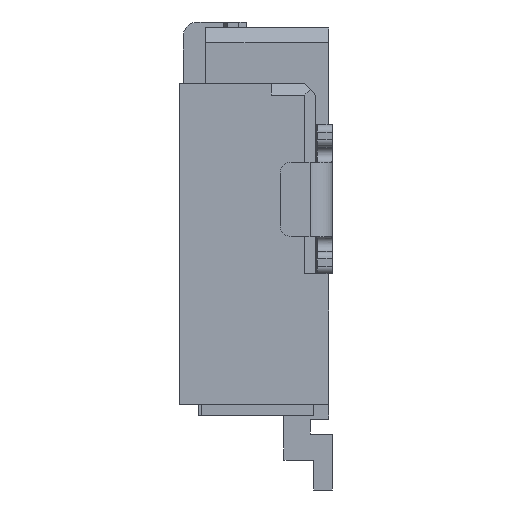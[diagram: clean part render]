
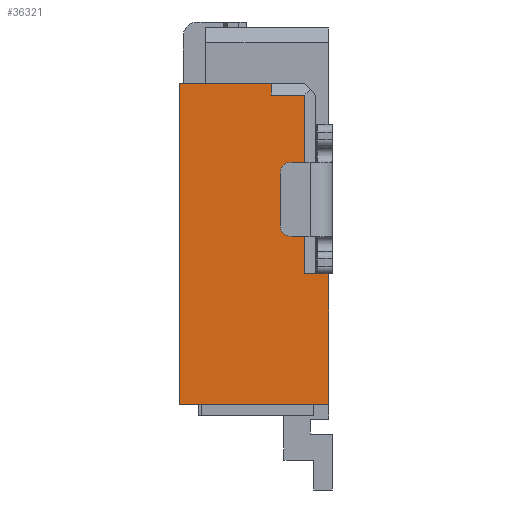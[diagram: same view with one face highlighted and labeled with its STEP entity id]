
A CAD part, left-side view. The second image highlights one B-rep face of the part: STEP entity #36321.
In plain terms, the highlighted planar face has unit normal (-1, 0, 0).
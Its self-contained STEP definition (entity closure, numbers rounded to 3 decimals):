
#4=DIRECTION('',(0.,-1.,0.));
#5=VECTOR('',#4,0.15);
#6=CARTESIAN_POINT('',(-14.15,-0.552,-3.38));
#7=LINE('',#6,#5);
#12=DIRECTION('',(0.,0.,-1.));
#13=VECTOR('',#12,1.75);
#14=CARTESIAN_POINT('',(-14.15,-0.702,-3.38));
#15=LINE('',#14,#13);
#19=DIRECTION('',(0.,1.,0.));
#20=VECTOR('',#19,2.);
#21=CARTESIAN_POINT('',(-14.15,-0.702,-5.13));
#22=LINE('',#21,#20);
#26=DIRECTION('',(0.,0.,1.));
#27=VECTOR('',#26,4.3);
#28=CARTESIAN_POINT('',(-14.15,1.298,-5.13));
#29=LINE('',#28,#27);
#33=DIRECTION('',(0.,-1.,0.));
#34=VECTOR('',#33,1.23);
#35=CARTESIAN_POINT('',(-14.15,1.298,-0.83));
#36=LINE('',#35,#34);
#40=DIRECTION('',(0.,0.,1.));
#41=VECTOR('',#40,0.15);
#42=CARTESIAN_POINT('',(-14.15,0.068,-0.98));
#43=LINE('',#42,#41);
#47=DIRECTION('',(0.,1.,0.));
#48=VECTOR('',#47,0.45);
#49=CARTESIAN_POINT('',(-14.15,-0.382,-0.98));
#50=LINE('',#49,#48);
#54=DIRECTION('',(0.,0.,1.));
#55=VECTOR('',#54,2.4);
#56=CARTESIAN_POINT('',(-14.15,-0.382,-3.38));
#57=LINE('',#56,#55);
#61=DIRECTION('',(0.,-1.,0.));
#62=VECTOR('',#61,0.17);
#63=CARTESIAN_POINT('',(-14.15,-0.382,-3.38));
#64=LINE('',#63,#62);
#30610=CARTESIAN_POINT('',(-14.15,-0.702,-5.13));
#30611=CARTESIAN_POINT('',(-14.15,1.298,-5.13));
#30612=VERTEX_POINT('',#30610);
#30613=VERTEX_POINT('',#30611);
#30614=CARTESIAN_POINT('',(-14.15,1.298,-0.83));
#30615=VERTEX_POINT('',#30614);
#30710=CARTESIAN_POINT('',(-14.15,-0.382,-3.38));
#30711=VERTEX_POINT('',#30710);
#30782=CARTESIAN_POINT('',(-14.15,0.068,-0.98));
#30783=CARTESIAN_POINT('',(-14.15,0.068,-0.83));
#30784=VERTEX_POINT('',#30782);
#30785=VERTEX_POINT('',#30783);
#30786=CARTESIAN_POINT('',(-14.15,-0.382,-0.98));
#30787=VERTEX_POINT('',#30786);
#30856=CARTESIAN_POINT('',(-14.15,-0.552,-3.38));
#30857=CARTESIAN_POINT('',(-14.15,-0.702,-3.38));
#30858=VERTEX_POINT('',#30856);
#30859=VERTEX_POINT('',#30857);
#36296=CARTESIAN_POINT('',(-14.15,0.,0.));
#36297=DIRECTION('',(1.,0.,0.));
#36298=DIRECTION('',(0.,0.,-1.));
#36299=AXIS2_PLACEMENT_3D('',#36296,#36297,#36298);
#36300=PLANE('',#36299);
#36302=ORIENTED_EDGE('',*,*,#36301,.T.);
#36304=ORIENTED_EDGE('',*,*,#36303,.T.);
#36306=ORIENTED_EDGE('',*,*,#36305,.T.);
#36308=ORIENTED_EDGE('',*,*,#36307,.T.);
#36310=ORIENTED_EDGE('',*,*,#36309,.T.);
#36312=ORIENTED_EDGE('',*,*,#36311,.F.);
#36314=ORIENTED_EDGE('',*,*,#36313,.F.);
#36316=ORIENTED_EDGE('',*,*,#36315,.F.);
#36318=ORIENTED_EDGE('',*,*,#36317,.T.);
#36319=EDGE_LOOP('',(#36302,#36304,#36306,#36308,#36310,#36312,#36314,#36316,
#36318));
#36320=FACE_OUTER_BOUND('',#36319,.F.);
#36301=EDGE_CURVE('',#30858,#30859,#7,.T.);
#36303=EDGE_CURVE('',#30859,#30612,#15,.T.);
#36305=EDGE_CURVE('',#30612,#30613,#22,.T.);
#36307=EDGE_CURVE('',#30613,#30615,#29,.T.);
#36309=EDGE_CURVE('',#30615,#30785,#36,.T.);
#36311=EDGE_CURVE('',#30784,#30785,#43,.T.);
#36313=EDGE_CURVE('',#30787,#30784,#50,.T.);
#36315=EDGE_CURVE('',#30711,#30787,#57,.T.);
#36317=EDGE_CURVE('',#30711,#30858,#64,.T.);
#36321=ADVANCED_FACE('',(#36320),#36300,.F.);
